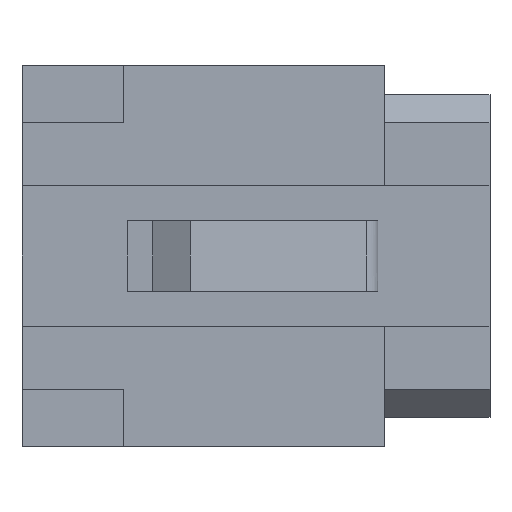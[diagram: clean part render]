
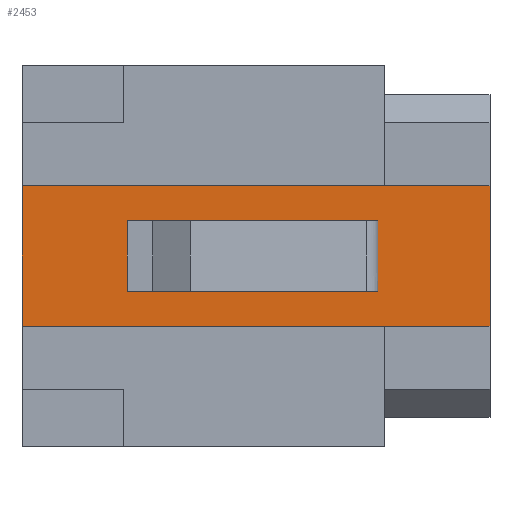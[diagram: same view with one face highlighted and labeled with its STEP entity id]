
A CAD part, left-side view. The second image highlights one B-rep face of the part: STEP entity #2453.
In plain terms, the highlighted free-form (B-spline) face has degree [1, 1] with [2, 2] control points.
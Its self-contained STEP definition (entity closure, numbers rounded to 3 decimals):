
#1475 = VERTEX_POINT('',#1476);
#1476 = CARTESIAN_POINT('',(-5.64,0.,-9.741));
#1481 = EDGE_CURVE('',#1475,#1482,#1484,.T.);
#1482 = VERTEX_POINT('',#1483);
#1483 = CARTESIAN_POINT('',(-5.64,0.,9.741));
#1484 = B_SPLINE_CURVE_WITH_KNOTS('',1,(#1485,#1486),.UNSPECIFIED.,.F.,
  .F.,(2,2),(-4.75,14.25),.PIECEWISE_BEZIER_KNOTS.);
#1485 = CARTESIAN_POINT('',(-5.64,0.,-9.741));
#1486 = CARTESIAN_POINT('',(-5.64,0.,9.741));
#1728 = VERTEX_POINT('',#1729);
#1729 = CARTESIAN_POINT('',(-5.64,-26.045,
    -2.563));
#1780 = VERTEX_POINT('',#1781);
#1781 = CARTESIAN_POINT('',(-5.64,-25.266,
    -2.563));
#1787 = EDGE_CURVE('',#1728,#1780,#1788,.T.);
#1788 = B_SPLINE_CURVE_WITH_KNOTS('',1,(#1789,#1790),.UNSPECIFIED.,.F.,
  .F.,(2,2),(-17.175,-16.416),.PIECEWISE_BEZIER_KNOTS.);
#1789 = CARTESIAN_POINT('',(-5.64,-26.045,
    -2.563));
#1790 = CARTESIAN_POINT('',(-5.64,-25.266,
    -2.563));
#1939 = EDGE_CURVE('',#1780,#1940,#1942,.T.);
#1940 = VERTEX_POINT('',#1941);
#1941 = CARTESIAN_POINT('',(-5.64,-25.266,
    2.563));
#1942 = B_SPLINE_CURVE_WITH_KNOTS('',1,(#1943,#1944),.UNSPECIFIED.,.F.,
  .F.,(2,2),(-2.5,2.5),.PIECEWISE_BEZIER_KNOTS.);
#1943 = CARTESIAN_POINT('',(-5.64,-25.266,
    -2.563));
#1944 = CARTESIAN_POINT('',(-5.64,-25.266,
    2.563));
#1963 = EDGE_CURVE('',#1964,#1728,#1966,.T.);
#1964 = VERTEX_POINT('',#1965);
#1965 = CARTESIAN_POINT('',(-5.64,-26.045,
    2.563));
#1966 = B_SPLINE_CURVE_WITH_KNOTS('',1,(#1967,#1968),.UNSPECIFIED.,.F.,
  .F.,(2,2),(-2.5,2.5),.PIECEWISE_BEZIER_KNOTS.);
#1967 = CARTESIAN_POINT('',(-5.64,-26.045,
    2.563));
#1968 = CARTESIAN_POINT('',(-5.64,-26.045,
    -2.563));
#1989 = EDGE_CURVE('',#1940,#1964,#1990,.T.);
#1990 = B_SPLINE_CURVE_WITH_KNOTS('',1,(#1991,#1992),.UNSPECIFIED.,.F.,
  .F.,(2,2),(16.416,17.175),.PIECEWISE_BEZIER_KNOTS.);
#1991 = CARTESIAN_POINT('',(-5.64,-25.266,
    2.563));
#1992 = CARTESIAN_POINT('',(-5.64,-26.045,
    2.563));
#2436 = VERTEX_POINT('',#2437);
#2437 = CARTESIAN_POINT('',(-5.64,-34.248,
    9.741));
#2444 = EDGE_CURVE('',#1482,#2436,#2445,.T.);
#2445 = B_SPLINE_CURVE_WITH_KNOTS('',1,(#2446,#2447),.UNSPECIFIED.,.F.,
  .F.,(2,2),(0.,33.4),.PIECEWISE_BEZIER_KNOTS.);
#2446 = CARTESIAN_POINT('',(-5.64,0.,9.741));
#2447 = CARTESIAN_POINT('',(-5.64,-34.248,
    9.741));
#2453 = ADVANCED_FACE('',(#2454,#2470),#2476,.F.);
#2454 = FACE_BOUND('',#2455,.T.);
#2455 = EDGE_LOOP('',(#2456,#2463,#2464,#2465));
#2456 = ORIENTED_EDGE('',*,*,#2457,.F.);
#2457 = EDGE_CURVE('',#2436,#2458,#2460,.T.);
#2458 = VERTEX_POINT('',#2459);
#2459 = CARTESIAN_POINT('',(-5.64,-34.248,
    -9.741));
#2460 = B_SPLINE_CURVE_WITH_KNOTS('',1,(#2461,#2462),.UNSPECIFIED.,.F.,
  .F.,(2,2),(-14.25,4.75),.PIECEWISE_BEZIER_KNOTS.);
#2461 = CARTESIAN_POINT('',(-5.64,-34.248,
    9.741));
#2462 = CARTESIAN_POINT('',(-5.64,-34.248,
    -9.741));
#2463 = ORIENTED_EDGE('',*,*,#2444,.F.);
#2464 = ORIENTED_EDGE('',*,*,#1481,.F.);
#2465 = ORIENTED_EDGE('',*,*,#2466,.T.);
#2466 = EDGE_CURVE('',#1475,#2458,#2467,.T.);
#2467 = B_SPLINE_CURVE_WITH_KNOTS('',1,(#2468,#2469),.UNSPECIFIED.,.F.,
  .F.,(2,2),(0.,33.4),.PIECEWISE_BEZIER_KNOTS.);
#2468 = CARTESIAN_POINT('',(-5.64,0.,-9.741));
#2469 = CARTESIAN_POINT('',(-5.64,-34.248,
    -9.741));
#2470 = FACE_BOUND('',#2471,.T.);
#2471 = EDGE_LOOP('',(#2472,#2473,#2474,#2475));
#2472 = ORIENTED_EDGE('',*,*,#1787,.T.);
#2473 = ORIENTED_EDGE('',*,*,#1939,.T.);
#2474 = ORIENTED_EDGE('',*,*,#1989,.T.);
#2475 = ORIENTED_EDGE('',*,*,#1963,.T.);
#2476 = B_SPLINE_SURFACE_WITH_KNOTS('',1,1,(
    (#2477,#2478)
    ,(#2479,#2480
    )),.UNSPECIFIED.,.F.,.F.,.F.,(2,2),(2,2),(0.,19.),(0.,33.4),
  .PIECEWISE_BEZIER_KNOTS.);
#2477 = CARTESIAN_POINT('',(-5.64,0.,-9.741));
#2478 = CARTESIAN_POINT('',(-5.64,-34.248,
    -9.741));
#2479 = CARTESIAN_POINT('',(-5.64,0.,9.741));
#2480 = CARTESIAN_POINT('',(-5.64,-34.248,
    9.741));
